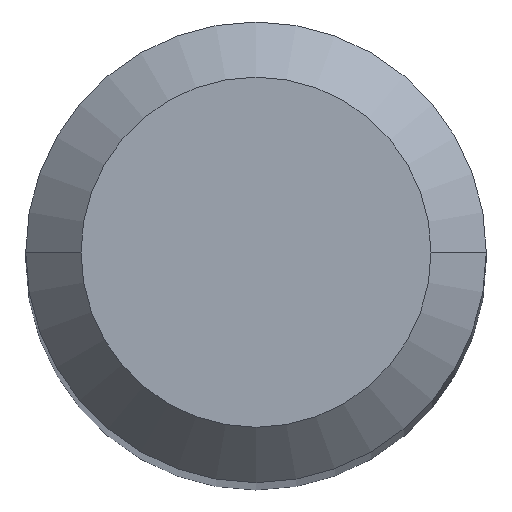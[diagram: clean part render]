
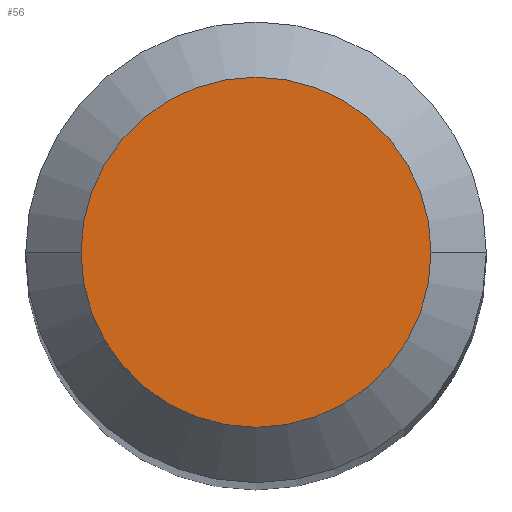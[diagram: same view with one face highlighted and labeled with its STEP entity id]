
A CAD part, top view. The second image highlights one B-rep face of the part: STEP entity #56.
In plain terms, the highlighted planar face has unit normal (0, 0, 1).
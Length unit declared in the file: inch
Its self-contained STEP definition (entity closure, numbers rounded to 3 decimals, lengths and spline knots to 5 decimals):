
#40 = CIRCLE ( 'NONE', #311, 0.0475 ) ;
#45 = VERTEX_POINT ( 'NONE', #73 ) ;
#56 = ADVANCED_FACE ( 'NONE', ( #392 ), #258, .F. ) ;
#73 = CARTESIAN_POINT ( 'NONE',  ( -0.0475, 0., 0. ) ) ;
#94 = AXIS2_PLACEMENT_3D ( 'NONE', #432, #372, #357 ) ;
#112 = AXIS2_PLACEMENT_3D ( 'NONE', #183, #290, #150 ) ;
#114 = CARTESIAN_POINT ( 'NONE',  ( 0., 0., 0. ) ) ;
#117 = DIRECTION ( 'NONE',  ( 0., 0., 1. ) ) ;
#150 = DIRECTION ( 'NONE',  ( -1., 0., 0. ) ) ;
#183 = CARTESIAN_POINT ( 'NONE',  ( 0., 0.0475, 0. ) ) ;
#204 = VERTEX_POINT ( 'NONE', #257 ) ;
#207 = EDGE_CURVE ( 'NONE', #45, #204, #243, .T. ) ;
#241 = EDGE_LOOP ( 'NONE', ( #457, #448 ) ) ;
#243 = CIRCLE ( 'NONE', #94, 0.0475 ) ;
#257 = CARTESIAN_POINT ( 'NONE',  ( 0.0475, 0., 0. ) ) ;
#258 = PLANE ( 'NONE',  #112 ) ;
#290 = DIRECTION ( 'NONE',  ( 0., 0., -1. ) ) ;
#298 = EDGE_CURVE ( 'NONE', #204, #45, #40, .T. ) ;
#299 = DIRECTION ( 'NONE',  ( 1., 0., 0. ) ) ;
#311 = AXIS2_PLACEMENT_3D ( 'NONE', #114, #117, #299 ) ;
#357 = DIRECTION ( 'NONE',  ( 1., 0., 0. ) ) ;
#372 = DIRECTION ( 'NONE',  ( 0., 0., 1. ) ) ;
#392 = FACE_OUTER_BOUND ( 'NONE', #241, .T. ) ;
#432 = CARTESIAN_POINT ( 'NONE',  ( 0., 0., 0. ) ) ;
#448 = ORIENTED_EDGE ( 'NONE', *, *, #298, .T. ) ;
#457 = ORIENTED_EDGE ( 'NONE', *, *, #207, .T. ) ;
